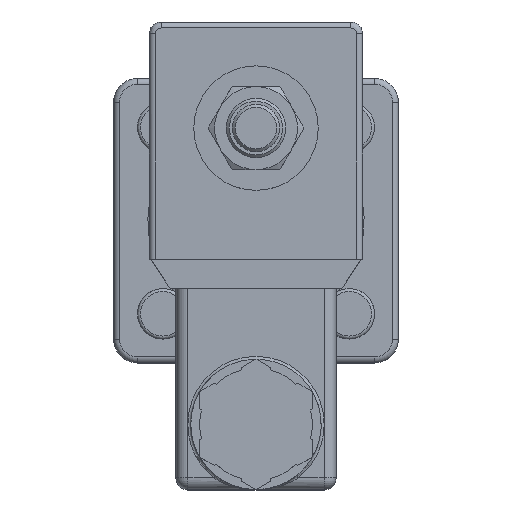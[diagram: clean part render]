
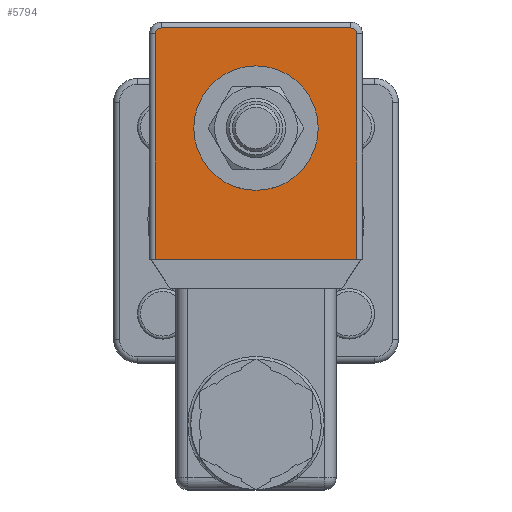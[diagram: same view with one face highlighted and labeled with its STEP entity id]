
A CAD part, top view. The second image highlights one B-rep face of the part: STEP entity #5794.
In plain terms, the highlighted planar face has unit normal (0, 0, 1).
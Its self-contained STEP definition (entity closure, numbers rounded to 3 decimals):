
#407=FACE_BOUND('',#972,.T.);
#592=FACE_OUTER_BOUND('',#971,.T.);
#971=EDGE_LOOP('',(#4069,#4070,#4071,#4072,#4073,#4074));
#972=EDGE_LOOP('',(#4075));
#1419=LINE('',#8784,#1774);
#1420=LINE('',#8786,#1775);
#1421=LINE('',#8788,#1776);
#1422=LINE('',#8792,#1777);
#1774=VECTOR('',#7036,38.);
#1775=VECTOR('',#7037,34.);
#1776=VECTOR('',#7038,38.);
#1777=VECTOR('',#7041,32.);
#2064=CIRCLE('',#6207,1.);
#2065=CIRCLE('',#6208,1.);
#2066=CIRCLE('',#6209,10.5);
#2415=VERTEX_POINT('',#8782);
#2416=VERTEX_POINT('',#8783);
#2417=VERTEX_POINT('',#8785);
#2418=VERTEX_POINT('',#8787);
#2419=VERTEX_POINT('',#8789);
#2420=VERTEX_POINT('',#8791);
#2421=VERTEX_POINT('',#8794);
#3031=EDGE_CURVE('',#2415,#2416,#1419,.T.);
#3032=EDGE_CURVE('',#2417,#2415,#1420,.T.);
#3033=EDGE_CURVE('',#2418,#2417,#1421,.T.);
#3034=EDGE_CURVE('',#2419,#2418,#2064,.T.);
#3035=EDGE_CURVE('',#2420,#2419,#1422,.T.);
#3036=EDGE_CURVE('',#2416,#2420,#2065,.T.);
#3037=EDGE_CURVE('',#2421,#2421,#2066,.T.);
#4069=ORIENTED_EDGE('',*,*,#3031,.F.);
#4070=ORIENTED_EDGE('',*,*,#3032,.F.);
#4071=ORIENTED_EDGE('',*,*,#3033,.F.);
#4072=ORIENTED_EDGE('',*,*,#3034,.F.);
#4073=ORIENTED_EDGE('',*,*,#3035,.F.);
#4074=ORIENTED_EDGE('',*,*,#3036,.F.);
#4075=ORIENTED_EDGE('',*,*,#3037,.T.);
#5631=PLANE('',#6206);
#5794=ADVANCED_FACE('',(#592,#407),#5631,.T.);
#6206=AXIS2_PLACEMENT_3D('',#8781,#7034,#7035);
#6207=AXIS2_PLACEMENT_3D('',#8790,#7039,#7040);
#6208=AXIS2_PLACEMENT_3D('',#8793,#7042,#7043);
#6209=AXIS2_PLACEMENT_3D('',#8795,#7044,#7045);
#7034=DIRECTION('center_axis',(0.,0.,
1.));
#7035=DIRECTION('ref_axis',(1.,0.,0.));
#7036=DIRECTION('',(0.,1.,0.));
#7037=DIRECTION('',(-1.,0.,0.));
#7038=DIRECTION('',(0.,-1.,0.));
#7039=DIRECTION('center_axis',(0.,0.,
-1.));
#7040=DIRECTION('ref_axis',(0.707,0.707,0.));
#7041=DIRECTION('',(1.,0.,0.));
#7042=DIRECTION('center_axis',(0.,0.,
-1.));
#7043=DIRECTION('ref_axis',(-0.707,0.707,0.));
#7044=DIRECTION('center_axis',(0.,0.,
-1.));
#7045=DIRECTION('ref_axis',(0.,1.,0.));
#8781=CARTESIAN_POINT('Origin',(0.,13.4,81.1));
#8782=CARTESIAN_POINT('',(-17.,-6.6,81.1));
#8783=CARTESIAN_POINT('',(-17.,31.4,81.1));
#8784=CARTESIAN_POINT('',(-17.,3.4,81.1));
#8785=CARTESIAN_POINT('',(17.,-6.6,81.1));
#8786=CARTESIAN_POINT('',(-18.,-6.6,81.1));
#8787=CARTESIAN_POINT('',(17.,31.4,81.1));
#8788=CARTESIAN_POINT('',(17.,23.4,81.1));
#8789=CARTESIAN_POINT('',(16.,32.4,81.1));
#8790=CARTESIAN_POINT('Origin',(16.,31.4,81.1));
#8791=CARTESIAN_POINT('',(-16.,32.4,81.1));
#8792=CARTESIAN_POINT('',(-9.,32.4,81.1));
#8793=CARTESIAN_POINT('Origin',(-16.,31.4,81.1));
#8794=CARTESIAN_POINT('',(0.,5.,81.1));
#8795=CARTESIAN_POINT('Origin',(0.,15.5,81.1));
